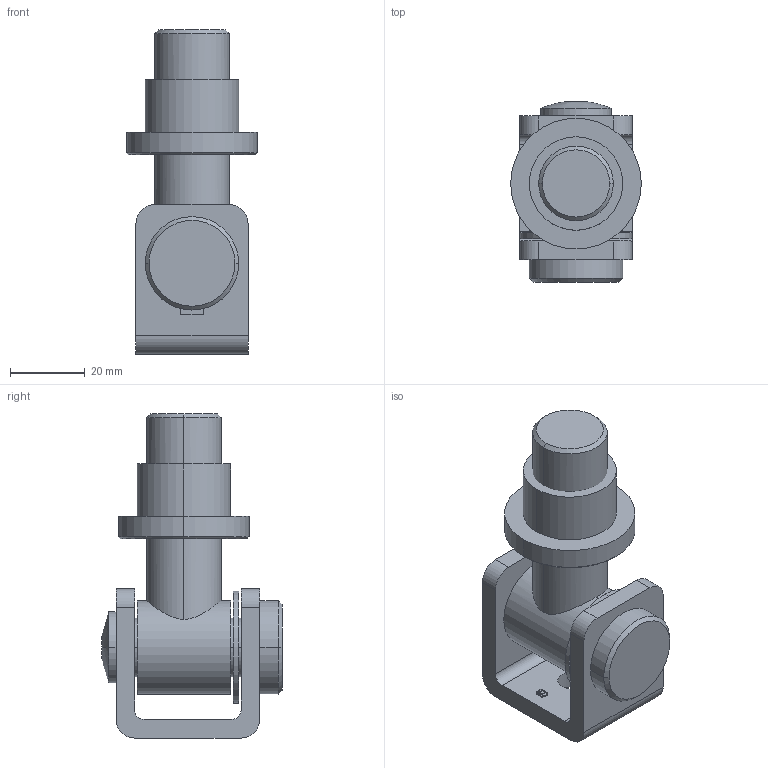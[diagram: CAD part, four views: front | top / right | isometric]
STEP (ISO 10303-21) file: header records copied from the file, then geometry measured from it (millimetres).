
FILE_DESCRIPTION (( 'STEP AP203' ), '1' );
FILE_NAME ('120-M20.step', '2021-07-07T10:50:56', ( '' ), ( '' ), 'SwSTEP 2.0', 'SolidWorks 2018', '' );
FILE_SCHEMA (( 'CONFIG_CONTROL_DESIGN' ));
Length unit declared in the file: millimetre
Products named in the file (13): Torband Teil5_120-M20 Teil5; Torband Teil1; Torband Teil2_120-M20 Teil2; 120-M20; Torband Teil5; Torband Teil3; Torband Teil3_120-M20 Teil3; Torband Teil1_120-M20 Teil1; Torband Teil4; Torband Teil2; Torband Teil6; Torband Teil4_120-M20 Teil4; Torband Teil6_120-M20 Teil6
Assembly tree (6 placements, depth 2):
  Torband Teil1
  120-M20
    Torband Teil1_120-M20 Teil1
    Torband Teil2_120-M20 Teil2
    Torband Teil3_120-M20 Teil3
    Torband Teil4_120-M20 Teil4
    Torband Teil5_120-M20 Teil5
    Torband Teil6_120-M20 Teil6
  Torband Teil5
  Torband Teil3
  Torband Teil4
Bounding box: 35 x 48.3 x 86.8 mm (x, y, z)
Volume: 55600 mm3; surface area: 24786.9 mm2
Topology: 6 solids, 6 shells, 328 faces, 856 edges, 562 vertices
Faces by surface type: plane 170, bspline 98, cylinder 40, cone 18, sphere 2
Entity records: 16133 total; most frequent: CARTESIAN_POINT 7463, ORIENTED_EDGE 1708, DIRECTION 1239, EDGE_CURVE 854, VERTEX_POINT 562, LINE 547, VECTOR 547, EDGE_LOOP 364
